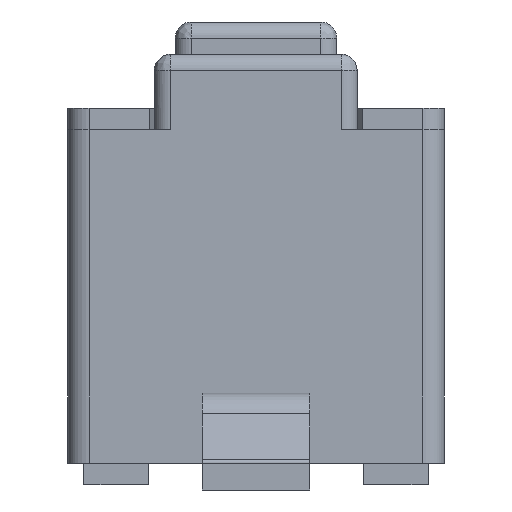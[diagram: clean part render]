
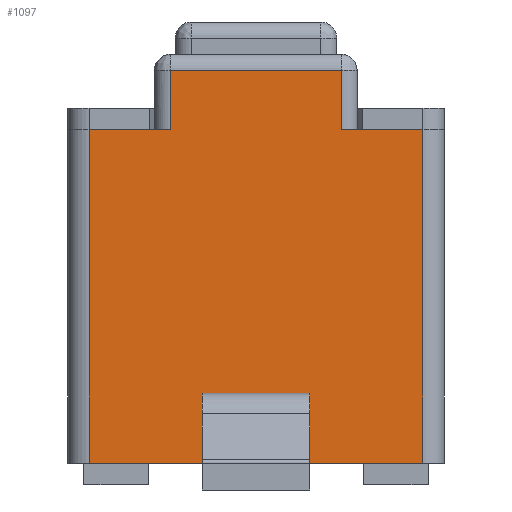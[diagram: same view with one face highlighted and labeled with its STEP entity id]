
A CAD part, left-side view. The second image highlights one B-rep face of the part: STEP entity #1097.
In plain terms, the highlighted planar face has unit normal (-1, 0, 0).
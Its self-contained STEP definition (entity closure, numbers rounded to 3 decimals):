
#15 = EDGE_CURVE ( 'NONE', #3319, #2231, #1391, .T. ) ;
#26 = LINE ( 'NONE', #3293, #2824 ) ;
#53 = AXIS2_PLACEMENT_3D ( 'NONE', #2107, #459, #2417 ) ;
#84 = LINE ( 'NONE', #3428, #2521 ) ;
#239 = DIRECTION ( 'NONE',  ( 0., -1., 0. ) ) ;
#315 = CARTESIAN_POINT ( 'NONE',  ( -2.709, 4.78, 5.766 ) ) ;
#459 = DIRECTION ( 'NONE',  ( 1., 0., 0. ) ) ;
#493 = VERTEX_POINT ( 'NONE', #2265 ) ;
#526 = EDGE_CURVE ( 'NONE', #1355, #493, #26, .T. ) ;
#590 = DIRECTION ( 'NONE',  ( 0., 0., -1. ) ) ;
#640 = VERTEX_POINT ( 'NONE', #2894 ) ;
#681 = DIRECTION ( 'NONE',  ( 0., 0., 1. ) ) ;
#683 = VERTEX_POINT ( 'NONE', #2422 ) ;
#734 = PLANE ( 'NONE',  #53 ) ;
#739 = CARTESIAN_POINT ( 'NONE',  ( -2.709, 1.68, 5.766 ) ) ;
#771 = ORIENTED_EDGE ( 'NONE', *, *, #3129, .F. ) ;
#777 = LINE ( 'NONE', #739, #1952 ) ;
#779 = EDGE_CURVE ( 'NONE', #891, #640, #3075, .T. ) ;
#891 = VERTEX_POINT ( 'NONE', #2524 ) ;
#936 = ORIENTED_EDGE ( 'NONE', *, *, #2040, .F. ) ;
#940 = EDGE_CURVE ( 'NONE', #683, #3319, #1241, .T. ) ;
#1051 = EDGE_CURVE ( 'NONE', #683, #2361, #3496, .T. ) ;
#1097 = ADVANCED_FACE ( 'NONE', ( #2635 ), #734, .F. ) ;
#1241 = LINE ( 'NONE', #2058, #1616 ) ;
#1293 = DIRECTION ( 'NONE',  ( 0., -1., 0. ) ) ;
#1355 = VERTEX_POINT ( 'NONE', #2847 ) ;
#1391 = LINE ( 'NONE', #1617, #1785 ) ;
#1616 = VECTOR ( 'NONE', #681, 1000. ) ;
#1617 = CARTESIAN_POINT ( 'NONE',  ( -2.709, 4.78, 5.766 ) ) ;
#1785 = VECTOR ( 'NONE', #239, 1000. ) ;
#1887 = ORIENTED_EDGE ( 'NONE', *, *, #526, .F. ) ;
#1917 = LINE ( 'NONE', #2222, #2414 ) ;
#1952 = VECTOR ( 'NONE', #2694, 1000. ) ;
#1965 = VECTOR ( 'NONE', #1293, 1000. ) ;
#2027 = EDGE_LOOP ( 'NONE', ( #2742, #2751, #3551, #771, #1887, #2055, #2419, #936 ) ) ;
#2040 = EDGE_CURVE ( 'NONE', #2231, #891, #84, .T. ) ;
#2055 = ORIENTED_EDGE ( 'NONE', *, *, #3009, .F. ) ;
#2058 = CARTESIAN_POINT ( 'NONE',  ( -2.709, 4.78, 5.766 ) ) ;
#2107 = CARTESIAN_POINT ( 'NONE',  ( -2.709, 4.78, 5.766 ) ) ;
#2202 = DIRECTION ( 'NONE',  ( 0., -1., 0. ) ) ;
#2205 = DIRECTION ( 'NONE',  ( 0., -1., 0. ) ) ;
#2222 = CARTESIAN_POINT ( 'NONE',  ( -2.709, 2.435, 5.766 ) ) ;
#2231 = VERTEX_POINT ( 'NONE', #3086 ) ;
#2258 = CARTESIAN_POINT ( 'NONE',  ( -2.709, 4.78, 6.316 ) ) ;
#2265 = CARTESIAN_POINT ( 'NONE',  ( -2.709, 1.68, 5.766 ) ) ;
#2361 = VERTEX_POINT ( 'NONE', #3141 ) ;
#2414 = VECTOR ( 'NONE', #590, 1000. ) ;
#2417 = DIRECTION ( 'NONE',  ( 0., 0., -1. ) ) ;
#2419 = ORIENTED_EDGE ( 'NONE', *, *, #779, .F. ) ;
#2422 = CARTESIAN_POINT ( 'NONE',  ( -2.709, 4.78, 2.666 ) ) ;
#2521 = VECTOR ( 'NONE', #3445, 1000. ) ;
#2524 = CARTESIAN_POINT ( 'NONE',  ( -2.709, 4.025, 6.316 ) ) ;
#2635 = FACE_OUTER_BOUND ( 'NONE', #2027, .T. ) ;
#2694 = DIRECTION ( 'NONE',  ( 0., 0., -1. ) ) ;
#2742 = ORIENTED_EDGE ( 'NONE', *, *, #15, .F. ) ;
#2751 = ORIENTED_EDGE ( 'NONE', *, *, #940, .F. ) ;
#2824 = VECTOR ( 'NONE', #2205, 1000. ) ;
#2847 = CARTESIAN_POINT ( 'NONE',  ( -2.709, 2.435, 5.766 ) ) ;
#2894 = CARTESIAN_POINT ( 'NONE',  ( -2.709, 2.435, 6.316 ) ) ;
#3009 = EDGE_CURVE ( 'NONE', #640, #1355, #1917, .T. ) ;
#3075 = LINE ( 'NONE', #2258, #3472 ) ;
#3086 = CARTESIAN_POINT ( 'NONE',  ( -2.709, 4.025, 5.766 ) ) ;
#3129 = EDGE_CURVE ( 'NONE', #493, #2361, #777, .T. ) ;
#3141 = CARTESIAN_POINT ( 'NONE',  ( -2.709, 1.68, 2.666 ) ) ;
#3214 = CARTESIAN_POINT ( 'NONE',  ( -2.709, 1.68, 2.666 ) ) ;
#3293 = CARTESIAN_POINT ( 'NONE',  ( -2.709, 4.78, 5.766 ) ) ;
#3319 = VERTEX_POINT ( 'NONE', #315 ) ;
#3428 = CARTESIAN_POINT ( 'NONE',  ( -2.709, 4.025, 5.766 ) ) ;
#3445 = DIRECTION ( 'NONE',  ( 0., 0., 1. ) ) ;
#3472 = VECTOR ( 'NONE', #2202, 1000. ) ;
#3496 = LINE ( 'NONE', #3214, #1965 ) ;
#3551 = ORIENTED_EDGE ( 'NONE', *, *, #1051, .T. ) ;
